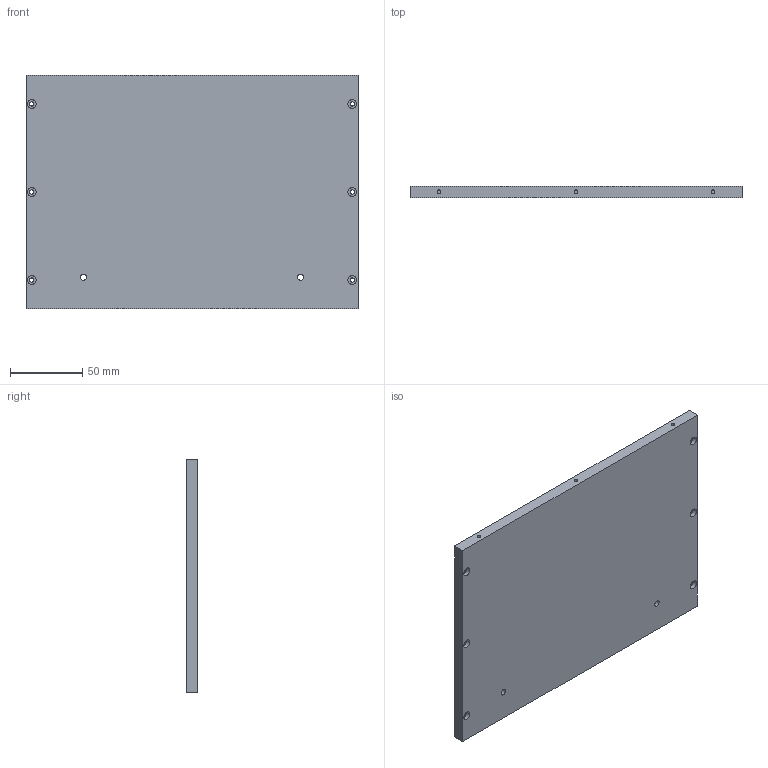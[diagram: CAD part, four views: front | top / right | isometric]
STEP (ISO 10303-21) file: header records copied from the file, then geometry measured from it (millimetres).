
FILE_DESCRIPTION(/* description */ (''),/* implementation_level */ '2;1');
FILE_NAME(/* name */ 'Front Panel (Lid).step',/* time_stamp */ '2021-10-08T10:01:05+01:00',/* author */ (''),/* organization */ (''),/* preprocessor_version */ 'ST-DEVELOPER v18.1',/* originating_system */ 'Autodesk Translation Framework v10.10.0.1391',/* authorisation */ '');
FILE_SCHEMA (('AUTOMOTIVE_DESIGN { 1 0 10303 214 3 1 1 }'));
Length unit declared in the file: millimetre
Products named in the file (1): Front Panel (Lid)
Bounding box: 230 x 8 x 162 mm (x, y, z)
Volume: 296983 mm3; surface area: 81724.1 mm2
Topology: 1 solids, 1 shells, 32 faces, 63 edges, 42 vertices
Faces by surface type: cylinder 17, plane 15
Full cylindrical faces by diameter (mm): 2.529 x3, 3 x6, 4.234 x2, 6 x6
Entity records: 906 total; most frequent: DIRECTION 163, CARTESIAN_POINT 138, ORIENTED_EDGE 126, AXIS2_PLACEMENT_3D 67, EDGE_CURVE 63, EDGE_LOOP 57, VERTEX_POINT 42, CIRCLE 34
